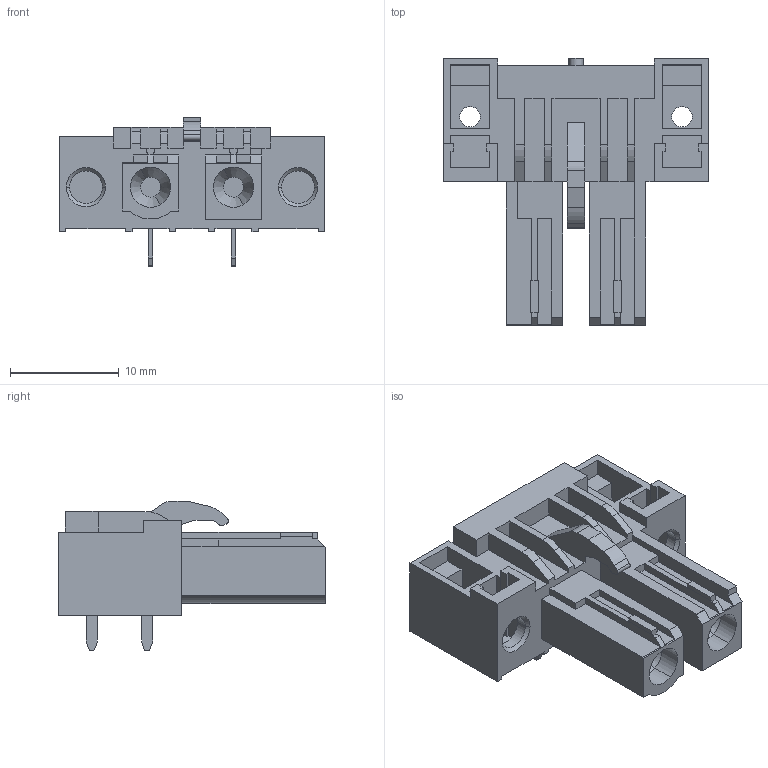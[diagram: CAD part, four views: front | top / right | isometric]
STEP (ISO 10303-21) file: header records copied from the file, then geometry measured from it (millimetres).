
FILE_DESCRIPTION(('CATIA V5 STEP Exchange','CAx-IF Rec.Pracs.--- Model Styling and Organization---1.2---2011-12-15'),'2;1');
FILE_NAME ('D1447583_0_1043270000_1043270000.stp','2018-09-18T06:02:27+00:00',('none'),('Weidmueller'),'CATIA Version 5-6 Release 2014','CATIA V5 STEP AP214','none');
FILE_SCHEMA(('AUTOMOTIVE_DESIGN { 1 0 10303 214 1 1 1 1 }'));
Length unit declared in the file: millimetre
Products named in the file (1): 1043270000
Bounding box: 24.42 x 24.54 x 13.74 mm (x, y, z)
Volume: 2520.3 mm3; surface area: 2485.6 mm2
Topology: 5 solids, 5 shells, 242 faces, 667 edges, 442 vertices
Faces by surface type: plane 192, cylinder 38, cone 12
Entity records: 7166 total; most frequent: ORIENTED_EDGE 1334, CARTESIAN_POINT 1270, DIRECTION 987, EDGE_CURVE 667, VECTOR 579, LINE 579, VERTEX_POINT 442, EDGE_LOOP 261
